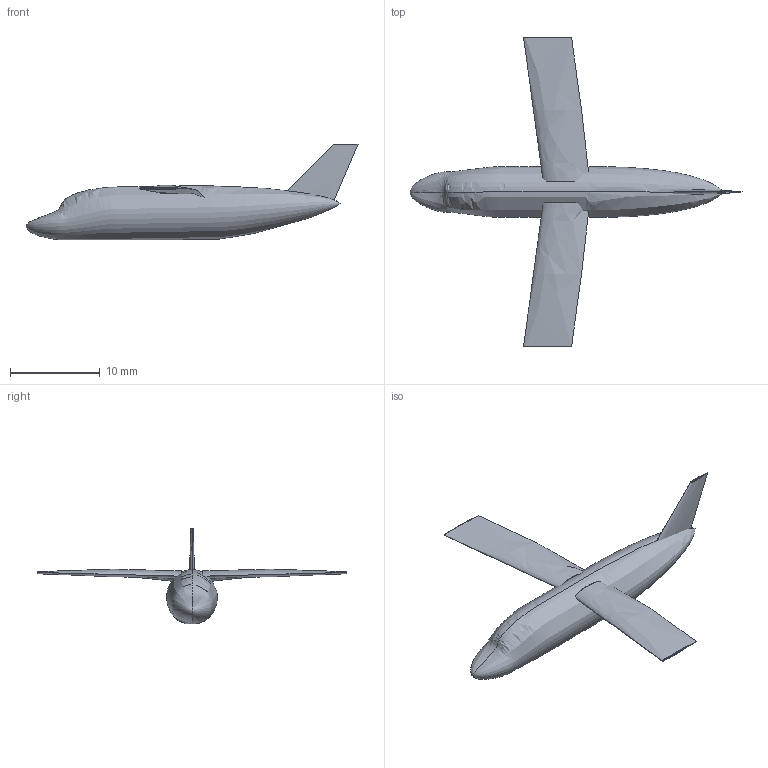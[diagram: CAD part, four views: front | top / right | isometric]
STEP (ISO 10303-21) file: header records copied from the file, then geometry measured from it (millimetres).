
FILE_DESCRIPTION(/* description */ (''),/* implementation_level */ '2;1');
FILE_NAME(/* name */ 'FINAL',/* time_stamp */ '2014-06-07T11:00:52+06:00',/* author */ (''),/* organization */ (''),/* preprocessor_version */ 'ST-DEVELOPER v10',/* originating_system */ '',/* authorisation */ '');
FILE_SCHEMA (('CONFIG_CONTROL_DESIGN'));
Length unit declared in the file: millimetre
Products named in the file (1): 1
Bounding box: 37 x 34.37 x 10.69 mm (x, y, z)
Volume: 670.6 mm3; surface area: 951.3 mm2
Topology: 1 solids, 19 shells, 20 faces, 78 edges, 50 vertices
Faces by surface type: bspline 20
Entity records: 13672 total; most frequent: CARTESIAN_POINT 13257, ORIENTED_EDGE 52, EDGE_CURVE 50, VERTEX_POINT 50, B_SPLINE_CURVE_WITH_KNOTS 50, ADVANCED_FACE 20, FACE_OUTER_BOUND 20, EDGE_LOOP 20
